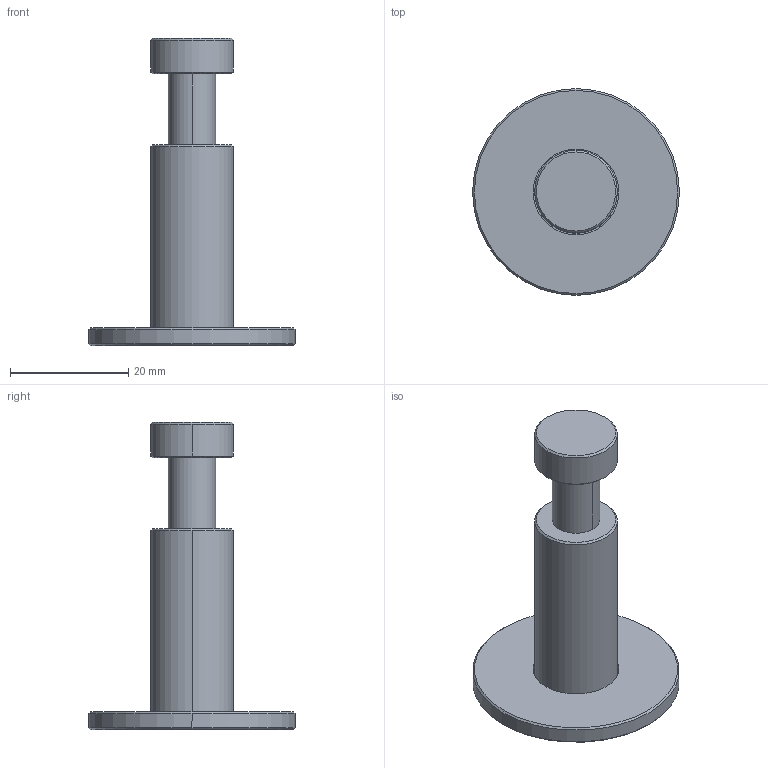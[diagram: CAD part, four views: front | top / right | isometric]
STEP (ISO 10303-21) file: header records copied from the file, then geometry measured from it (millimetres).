
FILE_DESCRIPTION(('Creo Elements/Direct Modeling STEP Export'),'2;1');
FILE_NAME('2403.stp','2021-05-26T 8:34:49',(''),(''),'Creo Elements/Direct Modeling STEP processor for AP214 (Solid Model)','Creo Elements/Direct Modeling 20.0 12-Nov-2016 (C) Parametric Technology GmbH','');
FILE_SCHEMA(('AUTOMOTIVE_DESIGN { 1 0 10303 214 1 1 1 1 }'));
Length unit declared in the file: millimetre
Products named in the file (3): Unterlagsplatte; Haken; NI-9979
Assembly tree (2 placements, depth 2):
  NI-9979
    Haken
    Unterlagsplatte
Bounding box: 35 x 35 x 52 mm (x, y, z)
Volume: 9012.5 mm3; surface area: 4800 mm2
Topology: 2 solids, 2 shells, 42 faces, 84 edges, 49 vertices
Faces by surface type: cone 18, cylinder 16, plane 8
Entity records: 1043 total; most frequent: DIRECTION 168, ORIENTED_EDGE 164, CARTESIAN_POINT 150, EDGE_CURVE 82, AXIS2_PLACEMENT_3D 67, VERTEX_POINT 49, EDGE_LOOP 49, FACE_OUTER_BOUND 42
